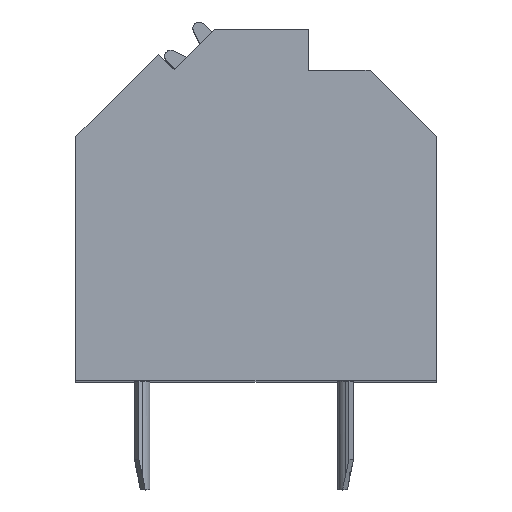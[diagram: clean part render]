
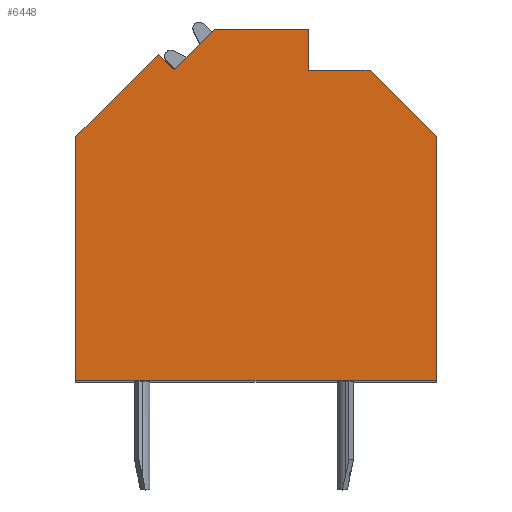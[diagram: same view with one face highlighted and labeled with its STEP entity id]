
A CAD part, top view. The second image highlights one B-rep face of the part: STEP entity #6448.
In plain terms, the highlighted planar face has unit normal (0, 0, 1).
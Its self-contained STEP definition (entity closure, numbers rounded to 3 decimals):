
#1977=DIRECTION('',(-0.707,-0.707,0.));
#1978=VECTOR('',#1977,1.897);
#1979=CARTESIAN_POINT('',(-1.39,5.718,18.645));
#1980=LINE('',#1979,#1978);
#1981=DIRECTION('',(-1.,0.,0.));
#1982=VECTOR('',#1981,3.14);
#1983=CARTESIAN_POINT('',(1.75,5.718,18.645));
#1984=LINE('',#1983,#1982);
#1985=DIRECTION('',(0.,1.,0.));
#1986=VECTOR('',#1985,1.368);
#1987=CARTESIAN_POINT('',(1.75,4.35,18.645));
#1988=LINE('',#1987,#1986);
#1989=DIRECTION('',(-1.,0.,0.));
#1990=VECTOR('',#1989,2.05);
#1991=CARTESIAN_POINT('',(3.8,4.35,18.645));
#1992=LINE('',#1991,#1990);
#1993=DIRECTION('',(-0.707,0.707,0.));
#1994=VECTOR('',#1993,3.111);
#1995=CARTESIAN_POINT('',(6.,2.15,18.645));
#1996=LINE('',#1995,#1994);
#1997=DIRECTION('',(0.,1.,0.));
#1998=VECTOR('',#1997,8.15);
#1999=CARTESIAN_POINT('',(6.,-6.,18.645));
#2000=LINE('',#1999,#1998);
#2001=DIRECTION('',(1.,0.,0.));
#2002=VECTOR('',#2001,12.);
#2003=CARTESIAN_POINT('',(-6.,-6.,18.645));
#2004=LINE('',#2003,#2002);
#2005=DIRECTION('',(0.,-1.,0.));
#2006=VECTOR('',#2005,8.14);
#2007=CARTESIAN_POINT('',(-6.,2.14,18.645));
#2008=LINE('',#2007,#2006);
#2009=DIRECTION('',(-0.707,-0.707,0.));
#2010=VECTOR('',#2009,3.892);
#2011=CARTESIAN_POINT('',(-3.248,4.892,18.645));
#2012=LINE('',#2011,#2010);
#2013=DIRECTION('',(-0.707,0.707,0.));
#2014=VECTOR('',#2013,0.73);
#2015=CARTESIAN_POINT('',(-2.732,4.376,18.645));
#2016=LINE('',#2015,#2014);
#3025=CARTESIAN_POINT('',(-1.39,5.718,18.645));
#3026=CARTESIAN_POINT('',(-2.732,4.376,18.645));
#3027=VERTEX_POINT('',#3025);
#3028=VERTEX_POINT('',#3026);
#3029=CARTESIAN_POINT('',(-3.248,4.892,18.645));
#3030=VERTEX_POINT('',#3029);
#3031=CARTESIAN_POINT('',(-6.,2.14,18.645));
#3032=VERTEX_POINT('',#3031);
#3033=CARTESIAN_POINT('',(-6.,-6.,18.645));
#3034=VERTEX_POINT('',#3033);
#3035=CARTESIAN_POINT('',(6.,-6.,18.645));
#3036=VERTEX_POINT('',#3035);
#3037=CARTESIAN_POINT('',(6.,2.15,18.645));
#3038=VERTEX_POINT('',#3037);
#3039=CARTESIAN_POINT('',(3.8,4.35,18.645));
#3040=VERTEX_POINT('',#3039);
#3041=CARTESIAN_POINT('',(1.75,4.35,18.645));
#3042=VERTEX_POINT('',#3041);
#3043=CARTESIAN_POINT('',(1.75,5.718,18.645));
#3044=VERTEX_POINT('',#3043);
#6431=CARTESIAN_POINT('',(0.,0.,18.645));
#6432=DIRECTION('',(0.,0.,1.));
#6433=DIRECTION('',(1.,0.,0.));
#6434=AXIS2_PLACEMENT_3D('',#6431,#6432,#6433);
#6435=PLANE('',#6434);
#6436=ORIENTED_EDGE('',*,*,#4205,.F.);
#6437=ORIENTED_EDGE('',*,*,#5214,.F.);
#6438=ORIENTED_EDGE('',*,*,#5228,.F.);
#6439=ORIENTED_EDGE('',*,*,#5242,.F.);
#6440=ORIENTED_EDGE('',*,*,#5256,.F.);
#6441=ORIENTED_EDGE('',*,*,#5270,.F.);
#6442=ORIENTED_EDGE('',*,*,#5284,.F.);
#6443=ORIENTED_EDGE('',*,*,#5481,.F.);
#6444=ORIENTED_EDGE('',*,*,#5741,.F.);
#6445=ORIENTED_EDGE('',*,*,#4088,.F.);
#6446=EDGE_LOOP('',(#6436,#6437,#6438,#6439,#6440,#6441,#6442,#6443,#6444,
#6445));
#6447=FACE_OUTER_BOUND('',#6446,.F.);
#4088=EDGE_CURVE('',#3028,#3030,#2016,.T.);
#4205=EDGE_CURVE('',#3027,#3028,#1980,.T.);
#5214=EDGE_CURVE('',#3044,#3027,#1984,.T.);
#5228=EDGE_CURVE('',#3042,#3044,#1988,.T.);
#5242=EDGE_CURVE('',#3040,#3042,#1992,.T.);
#5256=EDGE_CURVE('',#3038,#3040,#1996,.T.);
#5270=EDGE_CURVE('',#3036,#3038,#2000,.T.);
#5284=EDGE_CURVE('',#3034,#3036,#2004,.T.);
#5481=EDGE_CURVE('',#3032,#3034,#2008,.T.);
#5741=EDGE_CURVE('',#3030,#3032,#2012,.T.);
#6448=ADVANCED_FACE('',(#6447),#6435,.T.);
